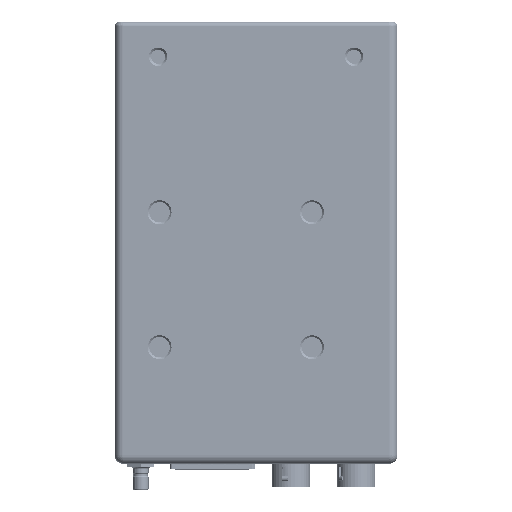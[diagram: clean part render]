
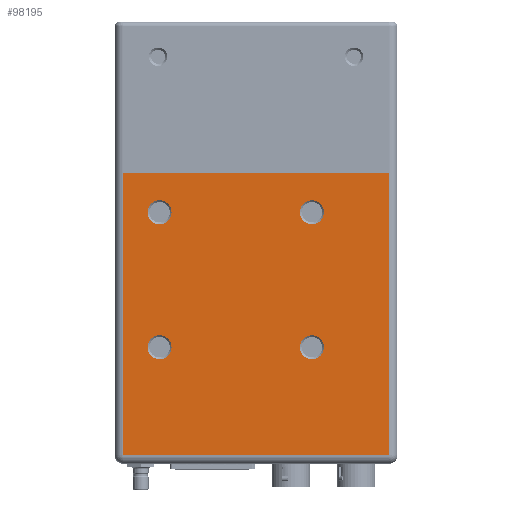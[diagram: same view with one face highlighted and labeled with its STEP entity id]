
A CAD part, left-side view. The second image highlights one B-rep face of the part: STEP entity #98195.
In plain terms, the highlighted planar face has unit normal (-1, 0, 0).
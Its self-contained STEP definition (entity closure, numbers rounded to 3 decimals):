
#1842=FACE_BOUND('',#12939,.T.);
#1843=FACE_BOUND('',#12940,.T.);
#1844=FACE_BOUND('',#12941,.T.);
#1845=FACE_BOUND('',#12942,.T.);
#3537=PLANE('',#105184);
#7173=FACE_OUTER_BOUND('',#12938,.T.);
#12938=EDGE_LOOP('',(#70718,#70719,#70720,#70721));
#12939=EDGE_LOOP('',(#70722));
#12940=EDGE_LOOP('',(#70723));
#12941=EDGE_LOOP('',(#70724));
#12942=EDGE_LOOP('',(#70725));
#20294=LINE('',#150909,#28414);
#20295=LINE('',#150918,#28415);
#20296=LINE('',#150922,#28416);
#20580=LINE('',#151638,#28700);
#28414=VECTOR('',#120632,10.);
#28415=VECTOR('',#120645,10.);
#28416=VECTOR('',#120652,10.);
#28700=VECTOR('',#121388,10.);
#35497=CIRCLE('',#104834,2.75);
#35500=CIRCLE('',#104839,2.75);
#35503=CIRCLE('',#104844,2.75);
#35506=CIRCLE('',#104849,2.75);
#41604=VERTEX_POINT('',#150496);
#41607=VERTEX_POINT('',#150506);
#41610=VERTEX_POINT('',#150516);
#41613=VERTEX_POINT('',#150526);
#41750=VERTEX_POINT('',#150903);
#41751=VERTEX_POINT('',#150907);
#41752=VERTEX_POINT('',#150911);
#41753=VERTEX_POINT('',#150916);
#52202=EDGE_CURVE('',#41604,#41604,#35497,.T.);
#52207=EDGE_CURVE('',#41607,#41607,#35500,.T.);
#52212=EDGE_CURVE('',#41610,#41610,#35503,.T.);
#52217=EDGE_CURVE('',#41613,#41613,#35506,.T.);
#52413=EDGE_CURVE('',#41751,#41750,#20294,.T.);
#52418=EDGE_CURVE('',#41752,#41753,#20295,.T.);
#52420=EDGE_CURVE('',#41750,#41752,#20296,.T.);
#52765=EDGE_CURVE('',#41753,#41751,#20580,.T.);
#70718=ORIENTED_EDGE('',*,*,#52413,.F.);
#70719=ORIENTED_EDGE('',*,*,#52765,.F.);
#70720=ORIENTED_EDGE('',*,*,#52418,.F.);
#70721=ORIENTED_EDGE('',*,*,#52420,.F.);
#70722=ORIENTED_EDGE('',*,*,#52202,.T.);
#70723=ORIENTED_EDGE('',*,*,#52207,.T.);
#70724=ORIENTED_EDGE('',*,*,#52212,.T.);
#70725=ORIENTED_EDGE('',*,*,#52217,.T.);
#98195=ADVANCED_FACE('',(#7173,#1842,#1843,#1844,#1845),#3537,.T.);
#104834=AXIS2_PLACEMENT_3D('',#150497,#120251,#120252);
#104839=AXIS2_PLACEMENT_3D('',#150507,#120263,#120264);
#104844=AXIS2_PLACEMENT_3D('',#150517,#120275,#120276);
#104849=AXIS2_PLACEMENT_3D('',#150527,#120287,#120288);
#105184=AXIS2_PLACEMENT_3D('',#151637,#121386,#121387);
#120251=DIRECTION('center_axis',(1.,0.,
0.));
#120252=DIRECTION('ref_axis',(0.,1.,0.));
#120263=DIRECTION('center_axis',(1.,0.,
0.));
#120264=DIRECTION('ref_axis',(0.,1.,0.));
#120275=DIRECTION('center_axis',(1.,0.,
0.));
#120276=DIRECTION('ref_axis',(0.,1.,0.));
#120287=DIRECTION('center_axis',(1.,0.,
0.));
#120288=DIRECTION('ref_axis',(0.,1.,0.));
#120632=DIRECTION('',(0.,0.,-1.));
#120645=DIRECTION('',(0.,0.,1.));
#120652=DIRECTION('',(0.,1.,0.));
#121386=DIRECTION('center_axis',(-1.,0.,
0.));
#121387=DIRECTION('ref_axis',(0.,0.,
1.));
#121388=DIRECTION('',(0.,-1.,0.));
#150496=CARTESIAN_POINT('',(-32.5,-15.6,-11.5));
#150497=CARTESIAN_POINT('Origin',(-32.5,-12.85,-11.5));
#150506=CARTESIAN_POINT('',(-32.5,19.4,-42.5));
#150507=CARTESIAN_POINT('Origin',(-32.5,22.15,-42.5));
#150516=CARTESIAN_POINT('',(-32.5,19.4,-11.5));
#150517=CARTESIAN_POINT('Origin',(-32.5,22.15,-11.5));
#150526=CARTESIAN_POINT('',(-32.5,-15.6,-42.5));
#150527=CARTESIAN_POINT('Origin',(-32.5,-12.85,-42.5));
#150903=CARTESIAN_POINT('',(-32.5,-30.5,-67.3));
#150907=CARTESIAN_POINT('',(-32.5,-30.5,-2.4));
#150909=CARTESIAN_POINT('',(-32.5,-30.5,-5.1));
#150911=CARTESIAN_POINT('',(-32.5,30.5,-67.3));
#150916=CARTESIAN_POINT('',(-32.5,30.5,-2.4));
#150918=CARTESIAN_POINT('',(-32.5,30.5,-5.1));
#150922=CARTESIAN_POINT('',(-32.5,16.25,-67.3));
#151637=CARTESIAN_POINT('Origin',(-32.5,32.5,-5.1));
#151638=CARTESIAN_POINT('',(-32.5,-15.25,-2.4));
